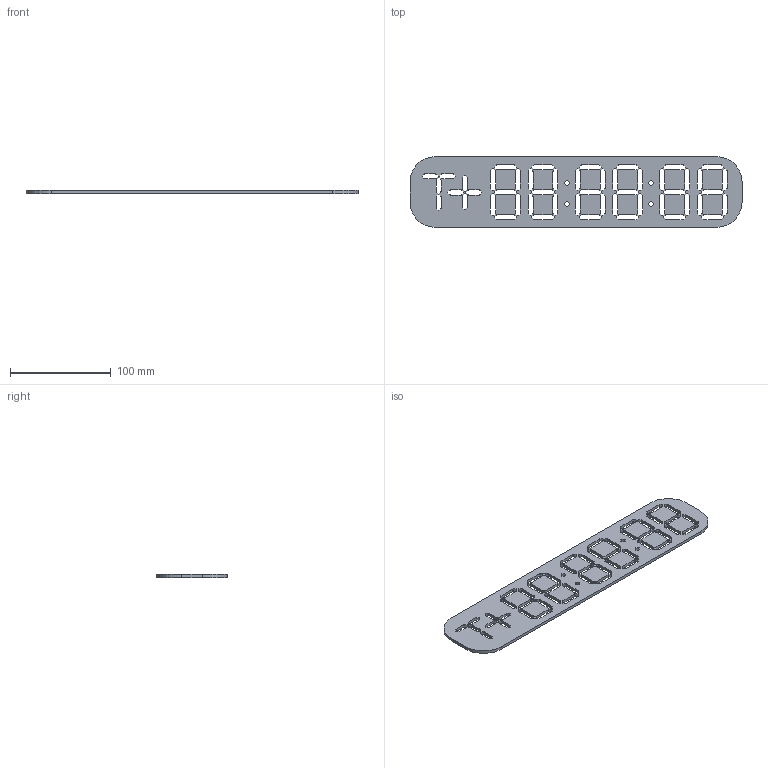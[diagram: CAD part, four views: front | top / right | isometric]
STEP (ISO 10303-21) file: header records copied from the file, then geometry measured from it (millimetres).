
FILE_DESCRIPTION(/* description */ (''),/* implementation_level */ '2;1');
FILE_NAME(/* name */ '7 Segment Clock Face.stp',/* time_stamp */ '2020-07-10T22:31:21+01:00',/* author */ ('dech3'),/* organization */ (''),/* preprocessor_version */ 'ST-DEVELOPER v18.1',/* originating_system */ 'Autodesk Inventor 2021',/* authorisation */ '');
FILE_SCHEMA (('AUTOMOTIVE_DESIGN { 1 0 10303 214 3 1 1 }'));
Length unit declared in the file: millimetre
Products named in the file (1): 7 Segment Clock
Bounding box: 330 x 70 x 3 mm (x, y, z)
Volume: 53171.4 mm3; surface area: 44915.5 mm2
Topology: 1 solids, 1 shells, 642 faces, 1920 edges, 1280 vertices
Faces by surface type: plane 438, cylinder 204
Entity records: 21809 total; most frequent: CARTESIAN_POINT 3843, ORIENTED_EDGE 3840, DIRECTION 3614, EDGE_CURVE 1920, LINE 1512, VECTOR 1512, VERTEX_POINT 1280, AXIS2_PLACEMENT_3D 1051
